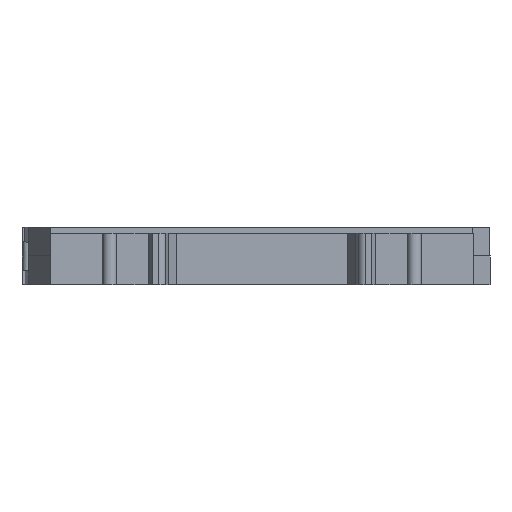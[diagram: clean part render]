
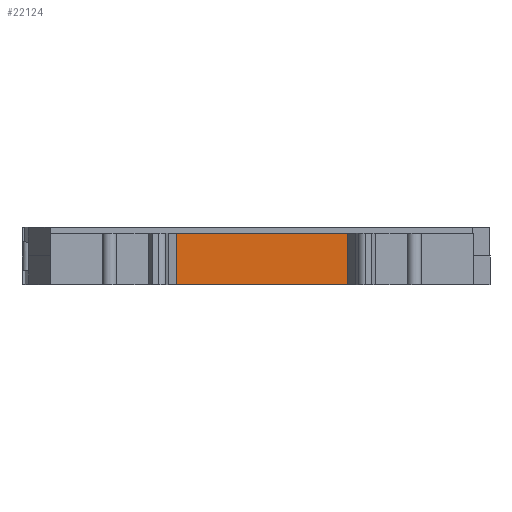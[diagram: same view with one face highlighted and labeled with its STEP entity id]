
A CAD part, front view. The second image highlights one B-rep face of the part: STEP entity #22124.
In plain terms, the highlighted planar face has unit normal (0, -1, 0).
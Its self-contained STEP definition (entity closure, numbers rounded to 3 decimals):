
#1963 = ORIENTED_EDGE ( 'NONE', *, *, #15990, .F. ) ;
#2553 = EDGE_LOOP ( 'NONE', ( #8790, #13472, #1963, #4621 ) ) ;
#4448 = DIRECTION ( 'NONE',  ( 1., 0., 0. ) ) ;
#4621 = ORIENTED_EDGE ( 'NONE', *, *, #20480, .T. ) ;
#5387 = DIRECTION ( 'NONE',  ( 1., 0., 0. ) ) ;
#7059 = CARTESIAN_POINT ( 'NONE',  ( -15.009, 0., 44.049 ) ) ;
#8352 = CARTESIAN_POINT ( 'NONE',  ( -15.009, 0., -5. ) ) ;
#8661 = CARTESIAN_POINT ( 'NONE',  ( -15.009, 0., 4. ) ) ;
#8701 = VECTOR ( 'NONE', #26724, 1000. ) ;
#8790 = ORIENTED_EDGE ( 'NONE', *, *, #19305, .F. ) ;
#9245 = DIRECTION ( 'NONE',  ( -1., 0., 0. ) ) ;
#9330 = CARTESIAN_POINT ( 'NONE',  ( 15.113, 0., 44.049 ) ) ;
#10104 = LINE ( 'NONE', #26380, #26335 ) ;
#11331 = VERTEX_POINT ( 'NONE', #12964 ) ;
#11356 = VECTOR ( 'NONE', #5387, 1000. ) ;
#12964 = CARTESIAN_POINT ( 'NONE',  ( 15.113, 0., -5. ) ) ;
#13411 = LINE ( 'NONE', #9330, #19283 ) ;
#13472 = ORIENTED_EDGE ( 'NONE', *, *, #25541, .F. ) ;
#15416 = VERTEX_POINT ( 'NONE', #22603 ) ;
#15990 = EDGE_CURVE ( 'NONE', #21399, #17332, #20457, .T. ) ;
#16307 = CARTESIAN_POINT ( 'NONE',  ( -15.009, 0., 4. ) ) ;
#17121 = FACE_OUTER_BOUND ( 'NONE', #2553, .T. ) ;
#17182 = LINE ( 'NONE', #16307, #11356 ) ;
#17332 = VERTEX_POINT ( 'NONE', #8661 ) ;
#19283 = VECTOR ( 'NONE', #27003, 1000. ) ;
#19305 = EDGE_CURVE ( 'NONE', #15416, #11331, #13411, .T. ) ;
#20034 = CARTESIAN_POINT ( 'NONE',  ( -15.009, 0., 44.049 ) ) ;
#20457 = LINE ( 'NONE', #20034, #8701 ) ;
#20480 = EDGE_CURVE ( 'NONE', #21399, #11331, #10104, .T. ) ;
#21399 = VERTEX_POINT ( 'NONE', #8352 ) ;
#22124 = ADVANCED_FACE ( 'NONE', ( #17121 ), #26820, .F. ) ;
#22469 = DIRECTION ( 'NONE',  ( 0., 1., 0. ) ) ;
#22603 = CARTESIAN_POINT ( 'NONE',  ( 15.113, 0., 4. ) ) ;
#25541 = EDGE_CURVE ( 'NONE', #17332, #15416, #17182, .T. ) ;
#25618 = AXIS2_PLACEMENT_3D ( 'NONE', #7059, #22469, #9245 ) ;
#26335 = VECTOR ( 'NONE', #4448, 1000. ) ;
#26380 = CARTESIAN_POINT ( 'NONE',  ( 0.052, 0., -5. ) ) ;
#26724 = DIRECTION ( 'NONE',  ( 0., 0., 1. ) ) ;
#26820 = PLANE ( 'NONE',  #25618 ) ;
#27003 = DIRECTION ( 'NONE',  ( 0., 0., -1. ) ) ;
